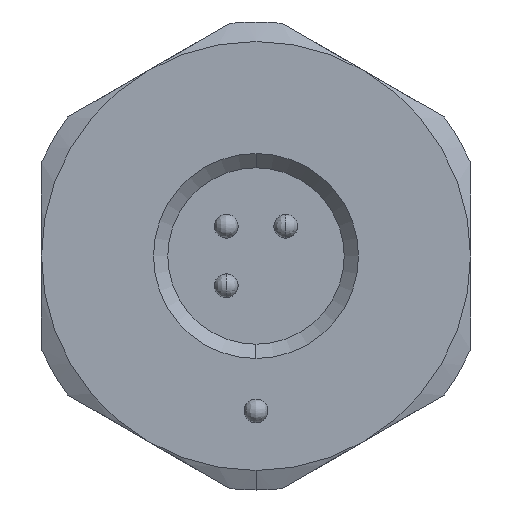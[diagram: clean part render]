
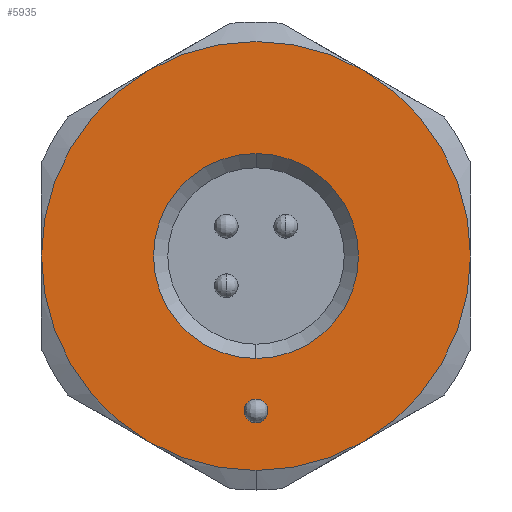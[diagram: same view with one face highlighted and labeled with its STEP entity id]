
A CAD part, left-side view. The second image highlights one B-rep face of the part: STEP entity #5935.
In plain terms, the highlighted planar face has unit normal (-1, 0, 0).
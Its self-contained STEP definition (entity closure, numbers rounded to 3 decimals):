
#6 = CARTESIAN_POINT ( 'NONE',  ( -5.702, 0., 0. ) ) ;
#40 = DIRECTION ( 'NONE',  ( 0., 0., -1. ) ) ;
#65 = DIRECTION ( 'NONE',  ( 1., 0., 0. ) ) ;
#90 = CARTESIAN_POINT ( 'NONE',  ( -5.702, 0., 0. ) ) ;
#172 = VERTEX_POINT ( 'NONE', #4150 ) ;
#313 = CARTESIAN_POINT ( 'NONE',  ( -5.702, 0., -4.5 ) ) ;
#339 = VERTEX_POINT ( 'NONE', #2286 ) ;
#421 = CARTESIAN_POINT ( 'NONE',  ( -5.702, 0., -3.25 ) ) ;
#498 = VERTEX_POINT ( 'NONE', #524 ) ;
#524 = CARTESIAN_POINT ( 'NONE',  ( -5.702, 2.25, -3.897 ) ) ;
#562 = ORIENTED_EDGE ( 'NONE', *, *, #4865, .F. ) ;
#576 = ORIENTED_EDGE ( 'NONE', *, *, #2445, .F. ) ;
#603 = ORIENTED_EDGE ( 'NONE', *, *, #5729, .F. ) ;
#655 = CIRCLE ( 'NONE', #2392, 2.15 ) ;
#942 = ORIENTED_EDGE ( 'NONE', *, *, #5657, .F. ) ;
#997 = VERTEX_POINT ( 'NONE', #4265 ) ;
#1004 = AXIS2_PLACEMENT_3D ( 'NONE', #421, #2426, #2516 ) ;
#1025 = CARTESIAN_POINT ( 'NONE',  ( -5.702, 0., -3.25 ) ) ;
#1077 = DIRECTION ( 'NONE',  ( 0., 0., -1. ) ) ;
#1104 = DIRECTION ( 'NONE',  ( 1., 0., 0. ) ) ;
#1127 = CARTESIAN_POINT ( 'NONE',  ( -5.702, 0., 0. ) ) ;
#1297 = DIRECTION ( 'NONE',  ( 0., 0., -1. ) ) ;
#1320 = DIRECTION ( 'NONE',  ( 1., 0., 0. ) ) ;
#1350 = CARTESIAN_POINT ( 'NONE',  ( -5.702, 0., 0. ) ) ;
#1351 = EDGE_CURVE ( 'NONE', #997, #172, #1795, .T. ) ;
#1418 = EDGE_CURVE ( 'NONE', #1471, #1458, #1862, .T. ) ;
#1458 = VERTEX_POINT ( 'NONE', #7431 ) ;
#1471 = VERTEX_POINT ( 'NONE', #7334 ) ;
#1619 = DIRECTION ( 'NONE',  ( 0., 0., -1. ) ) ;
#1709 = ORIENTED_EDGE ( 'NONE', *, *, #2374, .F. ) ;
#1787 = PLANE ( 'NONE',  #7405 ) ;
#1795 = CIRCLE ( 'NONE', #3161, 4.5 ) ;
#1816 = CIRCLE ( 'NONE', #4574, 4.5 ) ;
#1827 = ORIENTED_EDGE ( 'NONE', *, *, #5333, .F. ) ;
#1845 = CIRCLE ( 'NONE', #4011, 2.15 ) ;
#1862 = CIRCLE ( 'NONE', #3275, 4.5 ) ;
#2286 = CARTESIAN_POINT ( 'NONE',  ( -5.702, 0., -3. ) ) ;
#2323 = ORIENTED_EDGE ( 'NONE', *, *, #4667, .F. ) ;
#2374 = EDGE_CURVE ( 'NONE', #498, #1471, #5473, .T. ) ;
#2392 = AXIS2_PLACEMENT_3D ( 'NONE', #3914, #3887, #3860 ) ;
#2426 = DIRECTION ( 'NONE',  ( -1., 0., 0. ) ) ;
#2445 = EDGE_CURVE ( 'NONE', #172, #2511, #4522, .T. ) ;
#2511 = VERTEX_POINT ( 'NONE', #6052 ) ;
#2516 = DIRECTION ( 'NONE',  ( 0., 0., -1. ) ) ;
#2696 = EDGE_LOOP ( 'NONE', ( #3231, #562 ) ) ;
#2793 = CARTESIAN_POINT ( 'NONE',  ( -5.702, 0., 2.15 ) ) ;
#2856 = EDGE_CURVE ( 'NONE', #3103, #5022, #655, .T. ) ;
#2914 = DIRECTION ( 'NONE',  ( 1., 0., 0. ) ) ;
#2958 = EDGE_LOOP ( 'NONE', ( #942, #3421 ) ) ;
#3103 = VERTEX_POINT ( 'NONE', #2793 ) ;
#3161 = AXIS2_PLACEMENT_3D ( 'NONE', #4830, #4820, #4810 ) ;
#3231 = ORIENTED_EDGE ( 'NONE', *, *, #2856, .F. ) ;
#3275 = AXIS2_PLACEMENT_3D ( 'NONE', #4684, #4701, #4712 ) ;
#3321 = VERTEX_POINT ( 'NONE', #313 ) ;
#3375 = CARTESIAN_POINT ( 'NONE',  ( -5.702, 0., 0. ) ) ;
#3421 = ORIENTED_EDGE ( 'NONE', *, *, #5403, .F. ) ;
#3425 = FACE_OUTER_BOUND ( 'NONE', #3426, .T. ) ;
#3426 = EDGE_LOOP ( 'NONE', ( #1709, #2323, #603, #576, #4509, #1827, #6910 ) ) ;
#3517 = CARTESIAN_POINT ( 'NONE',  ( -5.702, 0., -2.15 ) ) ;
#3860 = DIRECTION ( 'NONE',  ( 0., 0., 1. ) ) ;
#3887 = DIRECTION ( 'NONE',  ( -1., 0., 0. ) ) ;
#3914 = CARTESIAN_POINT ( 'NONE',  ( -5.702, 0., 0. ) ) ;
#3963 = DIRECTION ( 'NONE',  ( 0., 0., -1. ) ) ;
#4011 = AXIS2_PLACEMENT_3D ( 'NONE', #6, #4770, #5945 ) ;
#4150 = CARTESIAN_POINT ( 'NONE',  ( -5.702, -4.5, 0. ) ) ;
#4265 = CARTESIAN_POINT ( 'NONE',  ( -5.702, -2.25, 3.897 ) ) ;
#4285 = FACE_BOUND ( 'NONE', #2696, .T. ) ;
#4509 = ORIENTED_EDGE ( 'NONE', *, *, #1351, .F. ) ;
#4522 = CIRCLE ( 'NONE', #5189, 4.5 ) ;
#4574 = AXIS2_PLACEMENT_3D ( 'NONE', #1127, #1104, #1077 ) ;
#4667 = EDGE_CURVE ( 'NONE', #3321, #498, #1816, .T. ) ;
#4684 = CARTESIAN_POINT ( 'NONE',  ( -5.702, 0., 0. ) ) ;
#4701 = DIRECTION ( 'NONE',  ( 1., 0., 0. ) ) ;
#4712 = DIRECTION ( 'NONE',  ( 0., 0., -1. ) ) ;
#4770 = DIRECTION ( 'NONE',  ( -1., 0., 0. ) ) ;
#4810 = DIRECTION ( 'NONE',  ( 0., 0., -1. ) ) ;
#4820 = DIRECTION ( 'NONE',  ( 1., 0., 0. ) ) ;
#4830 = CARTESIAN_POINT ( 'NONE',  ( -5.702, 0., 0. ) ) ;
#4865 = EDGE_CURVE ( 'NONE', #5022, #3103, #1845, .T. ) ;
#5022 = VERTEX_POINT ( 'NONE', #3517 ) ;
#5125 = DIRECTION ( 'NONE',  ( -1., 0., 0. ) ) ;
#5189 = AXIS2_PLACEMENT_3D ( 'NONE', #7491, #7465, #7438 ) ;
#5285 = VERTEX_POINT ( 'NONE', #5948 ) ;
#5325 = CIRCLE ( 'NONE', #5718, 0.25 ) ;
#5333 = EDGE_CURVE ( 'NONE', #1458, #997, #5607, .T. ) ;
#5403 = EDGE_CURVE ( 'NONE', #339, #5285, #5516, .T. ) ;
#5473 = CIRCLE ( 'NONE', #7589, 4.5 ) ;
#5516 = CIRCLE ( 'NONE', #1004, 0.25 ) ;
#5607 = CIRCLE ( 'NONE', #6271, 4.5 ) ;
#5657 = EDGE_CURVE ( 'NONE', #5285, #339, #5325, .T. ) ;
#5718 = AXIS2_PLACEMENT_3D ( 'NONE', #1025, #5125, #1619 ) ;
#5729 = EDGE_CURVE ( 'NONE', #2511, #3321, #5949, .T. ) ;
#5882 = CARTESIAN_POINT ( 'NONE',  ( -5.702, 0., 0. ) ) ;
#5935 = ADVANCED_FACE ( 'NONE', ( #3425, #6986, #4285 ), #1787, .F. ) ;
#5945 = DIRECTION ( 'NONE',  ( 0., 0., 1. ) ) ;
#5948 = CARTESIAN_POINT ( 'NONE',  ( -5.702, 0., -3.5 ) ) ;
#5949 = CIRCLE ( 'NONE', #6932, 4.5 ) ;
#6052 = CARTESIAN_POINT ( 'NONE',  ( -5.702, -2.25, -3.897 ) ) ;
#6271 = AXIS2_PLACEMENT_3D ( 'NONE', #1350, #1320, #1297 ) ;
#6910 = ORIENTED_EDGE ( 'NONE', *, *, #1418, .F. ) ;
#6932 = AXIS2_PLACEMENT_3D ( 'NONE', #3375, #7556, #3963 ) ;
#6986 = FACE_BOUND ( 'NONE', #2958, .T. ) ;
#7104 = DIRECTION ( 'NONE',  ( 0., 0., -1. ) ) ;
#7334 = CARTESIAN_POINT ( 'NONE',  ( -5.702, 4.5, 0. ) ) ;
#7405 = AXIS2_PLACEMENT_3D ( 'NONE', #5882, #2914, #7104 ) ;
#7431 = CARTESIAN_POINT ( 'NONE',  ( -5.702, 2.25, 3.897 ) ) ;
#7438 = DIRECTION ( 'NONE',  ( 0., 0., -1. ) ) ;
#7465 = DIRECTION ( 'NONE',  ( 1., 0., 0. ) ) ;
#7491 = CARTESIAN_POINT ( 'NONE',  ( -5.702, 0., 0. ) ) ;
#7556 = DIRECTION ( 'NONE',  ( 1., 0., 0. ) ) ;
#7589 = AXIS2_PLACEMENT_3D ( 'NONE', #90, #65, #40 ) ;
